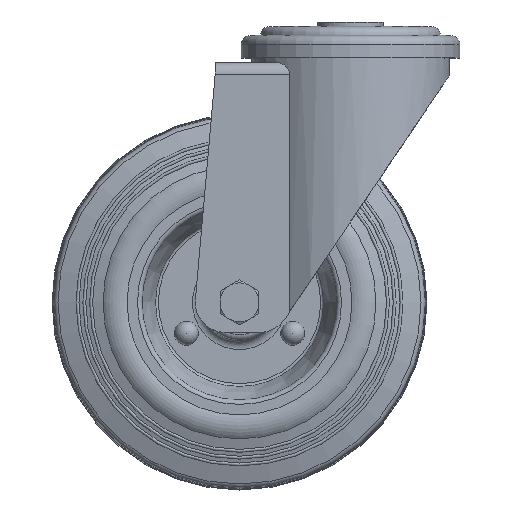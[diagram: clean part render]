
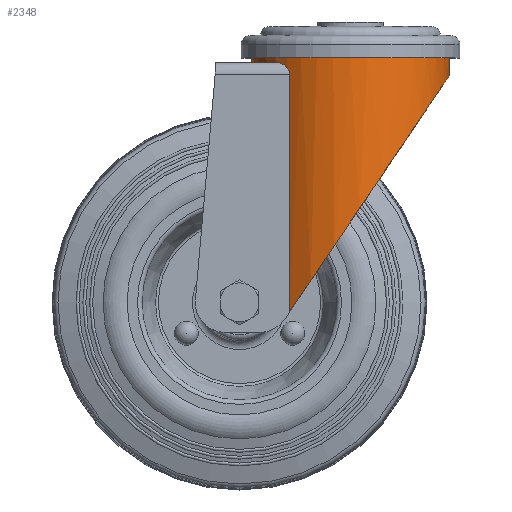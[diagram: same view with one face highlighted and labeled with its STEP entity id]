
A CAD part, top view. The second image highlights one B-rep face of the part: STEP entity #2348.
In plain terms, the highlighted cylindrical face has radius 33 mm (diameter 66 mm), a full revolution.
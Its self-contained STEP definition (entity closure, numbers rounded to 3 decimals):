
#59=B_SPLINE_CURVE_WITH_KNOTS('',3,(#4120,#4121,#4122,#4123,#4124,#4125,
#4126,#4127,#4128,#4129,#4130,#4131),.UNSPECIFIED.,.F.,.F.,(4,2,2,2,2,4),
(-2.865,-2.789,-2.712,-2.56,
-2.339,-2.119),.UNSPECIFIED.);
#60=B_SPLINE_CURVE_WITH_KNOTS('',3,(#4134,#4135,#4136,#4137,#4138,#4139,
#4140,#4141,#4142,#4143,#4144,#4145),.UNSPECIFIED.,.F.,.F.,(4,2,2,2,2,4),
(-2.178,-1.958,-1.738,-1.585,
-1.509,-1.432),.UNSPECIFIED.);
#65=ELLIPSE('',#2723,58.964,33.);
#66=ELLIPSE('',#2725,58.964,33.);
#235=CYLINDRICAL_SURFACE('',#2721,33.);
#339=CIRCLE('',#2722,33.);
#340=CIRCLE('',#2724,33.);
#523=FACE_OUTER_BOUND('',#684,.T.);
#684=EDGE_LOOP('',(#1805,#1806,#1807,#1808,#1809,#1810,#1811,#1812,#1813,
#1814));
#848=LINE('',#4048,#957);
#867=LINE('',#4109,#976);
#869=LINE('',#4117,#978);
#957=VECTOR('',#3155,1000.);
#976=VECTOR('',#3210,1000.);
#978=VECTOR('',#3218,33.);
#1092=VERTEX_POINT('',#4036);
#1097=VERTEX_POINT('',#4046);
#1120=VERTEX_POINT('',#4106);
#1121=VERTEX_POINT('',#4108);
#1123=VERTEX_POINT('',#4114);
#1124=VERTEX_POINT('',#4116);
#1125=VERTEX_POINT('',#4119);
#1126=VERTEX_POINT('',#4132);
#1344=EDGE_CURVE('',#1092,#1097,#848,.T.);
#1373=EDGE_CURVE('',#1121,#1120,#867,.F.);
#1376=EDGE_CURVE('',#1123,#1123,#339,.T.);
#1377=EDGE_CURVE('',#1123,#1124,#869,.T.);
#1378=EDGE_CURVE('',#1124,#1092,#65,.T.);
#1379=EDGE_CURVE('',#1097,#1125,#59,.T.);
#1380=EDGE_CURVE('',#1125,#1126,#340,.T.);
#1381=EDGE_CURVE('',#1126,#1121,#60,.T.);
#1382=EDGE_CURVE('',#1120,#1124,#66,.T.);
#1805=ORIENTED_EDGE('',*,*,#1376,.F.);
#1806=ORIENTED_EDGE('',*,*,#1377,.T.);
#1807=ORIENTED_EDGE('',*,*,#1378,.T.);
#1808=ORIENTED_EDGE('',*,*,#1344,.T.);
#1809=ORIENTED_EDGE('',*,*,#1379,.T.);
#1810=ORIENTED_EDGE('',*,*,#1380,.T.);
#1811=ORIENTED_EDGE('',*,*,#1381,.T.);
#1812=ORIENTED_EDGE('',*,*,#1373,.T.);
#1813=ORIENTED_EDGE('',*,*,#1382,.T.);
#1814=ORIENTED_EDGE('',*,*,#1377,.F.);
#2348=ADVANCED_FACE('',(#523),#235,.T.);
#2721=AXIS2_PLACEMENT_3D('',#4113,#3214,#3215);
#2722=AXIS2_PLACEMENT_3D('',#4115,#3216,#3217);
#2723=AXIS2_PLACEMENT_3D('',#4118,#3219,#3220);
#2724=AXIS2_PLACEMENT_3D('',#4133,#3221,#3222);
#2725=AXIS2_PLACEMENT_3D('',#4146,#3223,#3224);
#3155=DIRECTION('',(0.,1.,0.));
#3210=DIRECTION('',(0.,1.,0.));
#3214=DIRECTION('center_axis',(0.,1.,0.));
#3215=DIRECTION('ref_axis',(0.,0.,1.));
#3216=DIRECTION('center_axis',(0.,1.,0.));
#3217=DIRECTION('ref_axis',(0.,0.,1.));
#3218=DIRECTION('',(0.,-1.,0.));
#3219=DIRECTION('center_axis',(-0.829,0.56,0.));
#3220=DIRECTION('ref_axis',(0.56,0.829,0.));
#3221=DIRECTION('center_axis',(0.,1.,0.));
#3222=DIRECTION('ref_axis',(0.,0.,1.));
#3223=DIRECTION('center_axis',(-0.829,0.56,0.));
#3224=DIRECTION('ref_axis',(0.56,0.829,0.));
#4036=CARTESIAN_POINT('',(16.678,-3.198,-26.));
#4046=CARTESIAN_POINT('',(16.678,76.,-26.));
#4048=CARTESIAN_POINT('',(16.678,93.5,-26.));
#4106=CARTESIAN_POINT('',(16.678,-3.198,26.));
#4108=CARTESIAN_POINT('',(16.678,76.,26.));
#4109=CARTESIAN_POINT('',(16.678,93.5,26.));
#4113=CARTESIAN_POINT('Origin',(37.,93.5,0.));
#4114=CARTESIAN_POINT('',(37.,81.5,-33.));
#4115=CARTESIAN_POINT('Origin',(37.,81.5,0.));
#4116=CARTESIAN_POINT('',(37.,26.894,-33.));
#4117=CARTESIAN_POINT('',(37.,93.5,-33.));
#4118=CARTESIAN_POINT('Origin',(37.,26.894,0.));
#4119=CARTESIAN_POINT('',(12.403,80.,-22.));
#4120=CARTESIAN_POINT('Ctrl Pts',(16.678,76.,-26.));
#4121=CARTESIAN_POINT('Ctrl Pts',(16.678,76.254,-26.));
#4122=CARTESIAN_POINT('Ctrl Pts',(16.646,76.509,-25.975));
#4123=CARTESIAN_POINT('Ctrl Pts',(16.525,77.004,-25.88));
#4124=CARTESIAN_POINT('Ctrl Pts',(16.436,77.243,-25.81));
#4125=CARTESIAN_POINT('Ctrl Pts',(16.105,77.917,-25.544));
#4126=CARTESIAN_POINT('Ctrl Pts',(15.799,78.308,-25.292));
#4127=CARTESIAN_POINT('Ctrl Pts',(15.046,79.057,-24.645));
#4128=CARTESIAN_POINT('Ctrl Pts',(14.517,79.411,-24.168));
#4129=CARTESIAN_POINT('Ctrl Pts',(13.44,79.883,-23.119));
#4130=CARTESIAN_POINT('Ctrl Pts',(12.893,80.,-22.547));
#4131=CARTESIAN_POINT('Ctrl Pts',(12.403,80.,-22.));
#4132=CARTESIAN_POINT('',(12.403,80.,22.));
#4133=CARTESIAN_POINT('Origin',(37.,80.,0.));
#4134=CARTESIAN_POINT('Ctrl Pts',(12.403,80.,22.));
#4135=CARTESIAN_POINT('Ctrl Pts',(12.893,80.,22.547));
#4136=CARTESIAN_POINT('Ctrl Pts',(13.44,79.883,23.119));
#4137=CARTESIAN_POINT('Ctrl Pts',(14.517,79.411,24.168));
#4138=CARTESIAN_POINT('Ctrl Pts',(15.046,79.057,24.645));
#4139=CARTESIAN_POINT('Ctrl Pts',(15.799,78.308,25.292));
#4140=CARTESIAN_POINT('Ctrl Pts',(16.105,77.917,25.544));
#4141=CARTESIAN_POINT('Ctrl Pts',(16.436,77.243,25.81));
#4142=CARTESIAN_POINT('Ctrl Pts',(16.525,77.004,25.88));
#4143=CARTESIAN_POINT('Ctrl Pts',(16.646,76.509,25.975));
#4144=CARTESIAN_POINT('Ctrl Pts',(16.678,76.254,26.));
#4145=CARTESIAN_POINT('Ctrl Pts',(16.678,76.,26.));
#4146=CARTESIAN_POINT('Origin',(37.,26.894,0.));
